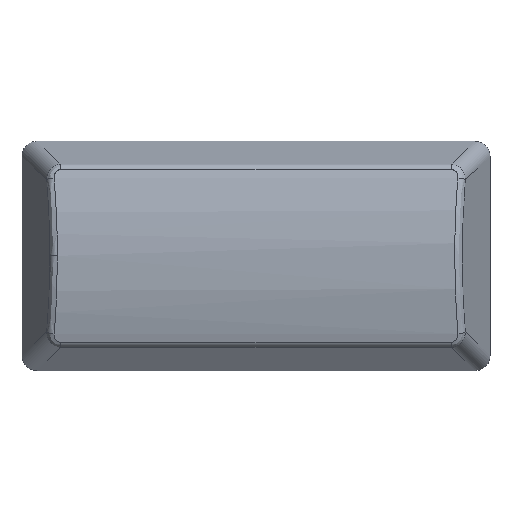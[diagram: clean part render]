
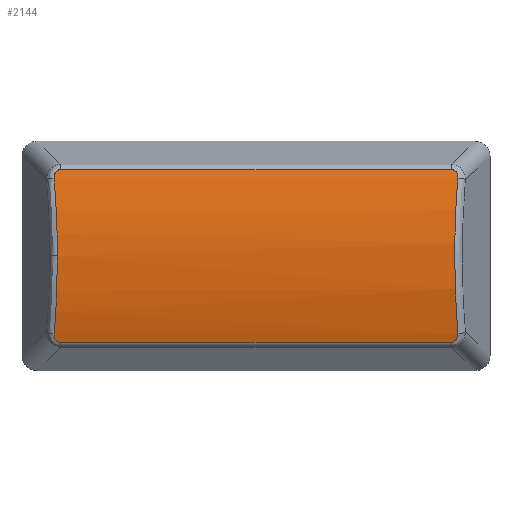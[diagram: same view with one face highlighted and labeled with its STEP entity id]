
A CAD part, top view. The second image highlights one B-rep face of the part: STEP entity #2144.
In plain terms, the highlighted cylindrical face has radius 25.296 mm (diameter 50.591 mm), a partial arc.
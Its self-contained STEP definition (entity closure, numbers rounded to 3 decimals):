
#2010=CARTESIAN_POINT('',(-930.739,143.35,-18.096));
#2011=DIRECTION('',(1.,0.,0.));
#2012=DIRECTION('',(0.,0.,-1.));
#2013=AXIS2_PLACEMENT_3D('',#2010,#2011,#2012);
#2014=CYLINDRICAL_SURFACE('',#2013,25.296);
#2015=CARTESIAN_POINT('',(-110.814,150.232,6.246));
#2016=VERTEX_POINT('',#2015);
#2017=CARTESIAN_POINT('',(-111.353,149.567,6.424));
#2018=VERTEX_POINT('',#2017);
#2019=CARTESIAN_POINT('',(-110.814,150.232,6.246));
#2020=CARTESIAN_POINT('',(-110.896,150.232,6.246));
#2021=CARTESIAN_POINT('',(-110.978,150.214,6.251));
#2022=CARTESIAN_POINT('',(-111.05,150.179,6.261));
#2023=CARTESIAN_POINT('',(-111.086,150.161,6.266));
#2024=CARTESIAN_POINT('',(-111.121,150.138,6.272));
#2025=CARTESIAN_POINT('',(-111.152,150.112,6.279));
#2026=CARTESIAN_POINT('',(-111.183,150.086,6.287));
#2027=CARTESIAN_POINT('',(-111.21,150.057,6.295));
#2028=CARTESIAN_POINT('',(-111.234,150.025,6.304));
#2029=CARTESIAN_POINT('',(-111.282,149.96,6.321));
#2030=CARTESIAN_POINT('',(-111.316,149.886,6.341));
#2031=CARTESIAN_POINT('',(-111.335,149.807,6.362));
#2032=CARTESIAN_POINT('',(-111.355,149.728,6.383));
#2033=CARTESIAN_POINT('',(-111.36,149.648,6.404));
#2034=CARTESIAN_POINT('',(-111.353,149.567,6.424));
#2035=B_SPLINE_CURVE_WITH_KNOTS('',3,(#2019,#2020,#2021,#2022,#2023,#2024,#2025,#2026,#2027,#2028,#2029,#2030,#2031,#2032,#2033,#2034),.UNSPECIFIED.,.F.,.F.,(4,3,3,3,3,4),(0.,0.,0.,0.,0.001,0.001),.UNSPECIFIED.);
#2036=EDGE_CURVE('',#2016,#2018,#2035,.T.);
#2037=ORIENTED_EDGE('',*,*,#2036,.T.);
#2038=CARTESIAN_POINT('',(-111.104,143.35,7.2));
#2039=VERTEX_POINT('',#2038);
#2040=CARTESIAN_POINT('',(-119.22,143.35,-18.096));
#2041=DIRECTION('',(0.952,-0.,-0.305));
#2042=DIRECTION('',(0.305,0.,0.952));
#2043=AXIS2_PLACEMENT_3D('',#2040,#2041,#2042);
#2044=ELLIPSE('',#2043,26.566,25.296);
#2045=EDGE_CURVE('',#2018,#2039,#2044,.T.);
#2046=ORIENTED_EDGE('',*,*,#2045,.T.);
#2047=CARTESIAN_POINT('',(-111.353,137.133,6.424));
#2048=VERTEX_POINT('',#2047);
#2049=CARTESIAN_POINT('',(-119.22,143.35,-18.096));
#2050=DIRECTION('',(0.952,-0.,-0.305));
#2051=DIRECTION('',(0.305,0.,0.952));
#2052=AXIS2_PLACEMENT_3D('',#2049,#2050,#2051);
#2053=ELLIPSE('',#2052,26.566,25.296);
#2054=EDGE_CURVE('',#2039,#2048,#2053,.T.);
#2055=ORIENTED_EDGE('',*,*,#2054,.T.);
#2056=CARTESIAN_POINT('',(-110.814,136.468,6.246));
#2057=VERTEX_POINT('',#2056);
#2058=CARTESIAN_POINT('',(-111.353,137.133,6.424));
#2059=CARTESIAN_POINT('',(-111.36,137.052,6.404));
#2060=CARTESIAN_POINT('',(-111.355,136.972,6.383));
#2061=CARTESIAN_POINT('',(-111.335,136.893,6.362));
#2062=CARTESIAN_POINT('',(-111.316,136.814,6.341));
#2063=CARTESIAN_POINT('',(-111.282,136.74,6.321));
#2064=CARTESIAN_POINT('',(-111.234,136.675,6.304));
#2065=CARTESIAN_POINT('',(-111.21,136.643,6.295));
#2066=CARTESIAN_POINT('',(-111.183,136.614,6.287));
#2067=CARTESIAN_POINT('',(-111.152,136.588,6.279));
#2068=CARTESIAN_POINT('',(-111.121,136.562,6.272));
#2069=CARTESIAN_POINT('',(-111.086,136.539,6.266));
#2070=CARTESIAN_POINT('',(-111.05,136.521,6.261));
#2071=CARTESIAN_POINT('',(-110.978,136.486,6.251));
#2072=CARTESIAN_POINT('',(-110.896,136.468,6.246));
#2073=CARTESIAN_POINT('',(-110.814,136.468,6.246));
#2074=B_SPLINE_CURVE_WITH_KNOTS('',3,(#2058,#2059,#2060,#2061,#2062,#2063,#2064,#2065,#2066,#2067,#2068,#2069,#2070,#2071,#2072,#2073),.UNSPECIFIED.,.F.,.F.,(4,3,3,3,3,4),(0.,0.,0.,0.001,0.001,0.001),.UNSPECIFIED.);
#2075=EDGE_CURVE('',#2048,#2057,#2074,.T.);
#2076=ORIENTED_EDGE('',*,*,#2075,.T.);
#2077=CARTESIAN_POINT('',(-79.686,136.468,6.246));
#2078=VERTEX_POINT('',#2077);
#2079=CARTESIAN_POINT('',(-110.814,136.468,6.246));
#2080=DIRECTION('',(1.,0.,0.));
#2081=VECTOR('',#2080,31.129);
#2082=LINE('',#2079,#2081);
#2083=EDGE_CURVE('',#2057,#2078,#2082,.T.);
#2084=ORIENTED_EDGE('',*,*,#2083,.T.);
#2085=CARTESIAN_POINT('',(-79.147,137.133,6.424));
#2086=VERTEX_POINT('',#2085);
#2087=CARTESIAN_POINT('',(-79.686,136.468,6.246));
#2088=CARTESIAN_POINT('',(-79.645,136.468,6.246));
#2089=CARTESIAN_POINT('',(-79.605,136.472,6.247));
#2090=CARTESIAN_POINT('',(-79.565,136.481,6.249));
#2091=CARTESIAN_POINT('',(-79.526,136.49,6.252));
#2092=CARTESIAN_POINT('',(-79.487,136.503,6.256));
#2093=CARTESIAN_POINT('',(-79.45,136.521,6.261));
#2094=CARTESIAN_POINT('',(-79.378,136.557,6.271));
#2095=CARTESIAN_POINT('',(-79.315,136.61,6.286));
#2096=CARTESIAN_POINT('',(-79.266,136.675,6.303));
#2097=CARTESIAN_POINT('',(-79.218,136.739,6.321));
#2098=CARTESIAN_POINT('',(-79.184,136.814,6.341));
#2099=CARTESIAN_POINT('',(-79.165,136.893,6.362));
#2100=CARTESIAN_POINT('',(-79.146,136.971,6.383));
#2101=CARTESIAN_POINT('',(-79.14,137.052,6.404));
#2102=CARTESIAN_POINT('',(-79.147,137.133,6.424));
#2103=B_SPLINE_CURVE_WITH_KNOTS('',3,(#2087,#2088,#2089,#2090,#2091,#2092,#2093,#2094,#2095,#2096,#2097,#2098,#2099,#2100,#2101,#2102),.UNSPECIFIED.,.F.,.F.,(4,3,3,3,3,4),(0.,0.,0.,0.,0.001,0.001),.UNSPECIFIED.);
#2104=EDGE_CURVE('',#2078,#2086,#2103,.T.);
#2105=ORIENTED_EDGE('',*,*,#2104,.T.);
#2106=CARTESIAN_POINT('',(-79.147,149.567,6.424));
#2107=VERTEX_POINT('',#2106);
#2108=CARTESIAN_POINT('',(-71.28,143.35,-18.096));
#2109=DIRECTION('',(-0.952,-0.,-0.305));
#2110=DIRECTION('',(0.305,0.,-0.952));
#2111=AXIS2_PLACEMENT_3D('',#2108,#2109,#2110);
#2112=ELLIPSE('',#2111,26.566,25.296);
#2113=EDGE_CURVE('',#2086,#2107,#2112,.T.);
#2114=ORIENTED_EDGE('',*,*,#2113,.T.);
#2115=CARTESIAN_POINT('',(-79.686,150.232,6.246));
#2116=VERTEX_POINT('',#2115);
#2117=CARTESIAN_POINT('',(-79.147,149.567,6.424));
#2118=CARTESIAN_POINT('',(-79.14,149.648,6.404));
#2119=CARTESIAN_POINT('',(-79.146,149.729,6.383));
#2120=CARTESIAN_POINT('',(-79.165,149.807,6.362));
#2121=CARTESIAN_POINT('',(-79.184,149.886,6.341));
#2122=CARTESIAN_POINT('',(-79.218,149.961,6.321));
#2123=CARTESIAN_POINT('',(-79.266,150.025,6.303));
#2124=CARTESIAN_POINT('',(-79.315,150.09,6.286));
#2125=CARTESIAN_POINT('',(-79.378,150.143,6.271));
#2126=CARTESIAN_POINT('',(-79.45,150.179,6.261));
#2127=CARTESIAN_POINT('',(-79.487,150.197,6.256));
#2128=CARTESIAN_POINT('',(-79.526,150.21,6.252));
#2129=CARTESIAN_POINT('',(-79.565,150.219,6.249));
#2130=CARTESIAN_POINT('',(-79.605,150.228,6.247));
#2131=CARTESIAN_POINT('',(-79.645,150.232,6.246));
#2132=CARTESIAN_POINT('',(-79.686,150.232,6.246));
#2133=B_SPLINE_CURVE_WITH_KNOTS('',3,(#2117,#2118,#2119,#2120,#2121,#2122,#2123,#2124,#2125,#2126,#2127,#2128,#2129,#2130,#2131,#2132),.UNSPECIFIED.,.F.,.F.,(4,3,3,3,3,4),(0.,0.,0.,0.001,0.001,0.001),.UNSPECIFIED.);
#2134=EDGE_CURVE('',#2107,#2116,#2133,.T.);
#2135=ORIENTED_EDGE('',*,*,#2134,.T.);
#2136=CARTESIAN_POINT('',(-79.686,150.232,6.246));
#2137=DIRECTION('',(-1.,-0.,-0.));
#2138=VECTOR('',#2137,31.129);
#2139=LINE('',#2136,#2138);
#2140=EDGE_CURVE('',#2116,#2016,#2139,.T.);
#2141=ORIENTED_EDGE('',*,*,#2140,.T.);
#2142=EDGE_LOOP('',(#2037,#2046,#2055,#2076,#2084,#2105,#2114,#2135,#2141));
#2143=FACE_BOUND('',#2142,.T.);
#2144=ADVANCED_FACE('',(#2143),#2014,.T.);
